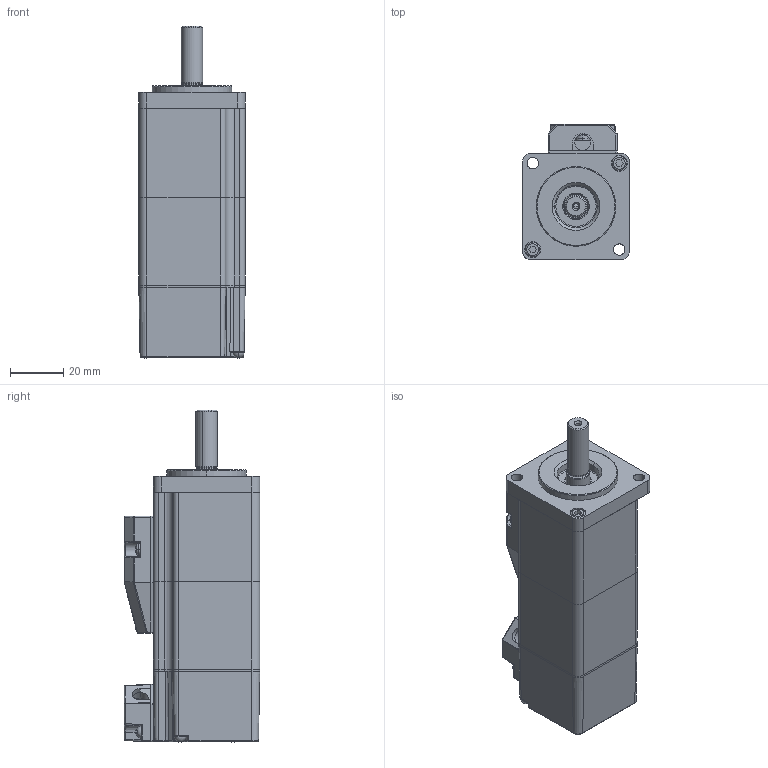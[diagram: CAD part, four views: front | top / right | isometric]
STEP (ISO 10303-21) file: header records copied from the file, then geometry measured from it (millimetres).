
FILE_DESCRIPTION (( 'STEP AP214' ), '1' );
FILE_NAME ('AC52166A1_FRE01052F005.STEP', '2020-12-01T09:36:49', ( '' ), ( '' ), 'SwSTEP 2.0', 'SolidWorks 2015', '' );
FILE_SCHEMA (( 'AUTOMOTIVE_DESIGN' ));
Length unit declared in the file: millimetre
Products named in the file (1): AC52166A1_FRE01052F005
Bounding box: 40 x 51 x 124.95 mm (x, y, z)
Surface area: 30549.9 mm2 (no closed solid volume)
Topology: 0 solids, 40 shells, 585 faces, 1754 edges, 1174 vertices
Faces by surface type: plane 233, cylinder 200, torus 48, cone 46, sphere 41, bspline 17
Entity records: 27279 total; most frequent: CARTESIAN_POINT 5082, DIRECTION 3529, ORIENTED_EDGE 2939, EDGE_CURVE 1716, AXIS2_PLACEMENT_3D 1352, VERTEX_POINT 1164, VECTOR 825, LINE 825
